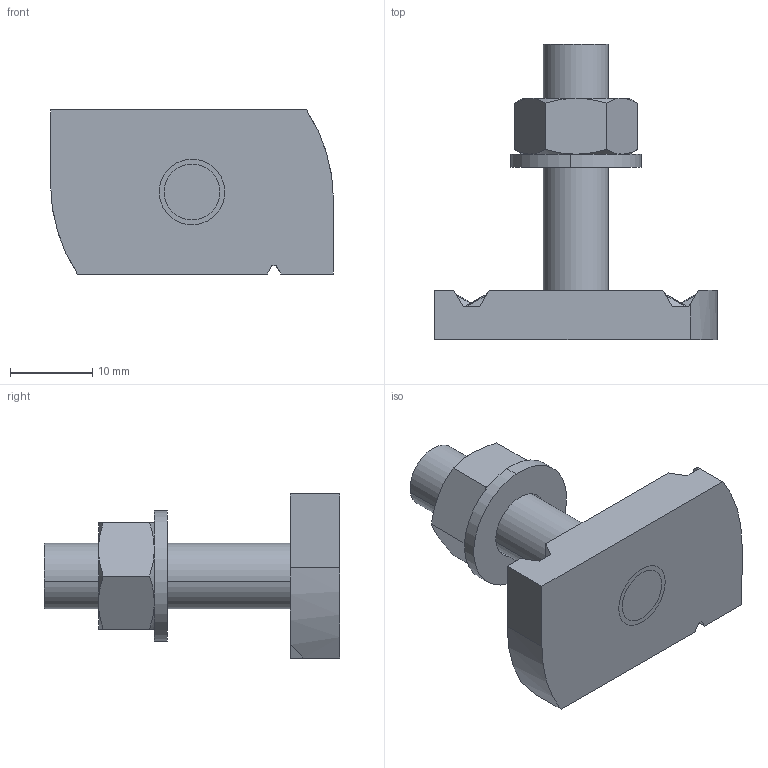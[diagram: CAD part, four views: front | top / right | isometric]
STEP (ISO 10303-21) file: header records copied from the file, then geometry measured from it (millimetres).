
FILE_DESCRIPTION (( 'STEP AP214' ), '1' );
FILE_NAME ('1148352.STEP', '2026-03-13T13:29:54', ( '' ), ( '' ), 'SwSTEP 2.0', 'SolidWorks 2024', '' );
FILE_SCHEMA (( 'AUTOMOTIVE_DESIGN' ));
Length unit declared in the file: millimetre
Products named in the file (5): P_0000010701_1_M8x30; 1148352; 018945_Washer ISO 7089 - 8; 018944_Hexagon Nut ISO - 4032 - M8 - D - N; P_0000010703_1_M8
Assembly tree (4 placements, depth 2):
  1148352
    P_0000010703_1_M8
    P_0000010701_1_M8x30
    018944_Hexagon Nut ISO - 4032 - M8 - D - N
    018945_Washer ISO 7089 - 8
Bounding box: 34.5 x 36 x 20 mm (x, y, z)
Volume: 6321.4 mm3; surface area: 4173 mm2
Topology: 4 solids, 4 shells, 96 faces, 252 edges, 164 vertices
Faces by surface type: plane 58, cylinder 26, cone 12
Entity records: 3170 total; most frequent: CARTESIAN_POINT 745, ORIENTED_EDGE 504, DIRECTION 440, EDGE_CURVE 252, VERTEX_POINT 164, LINE 162, VECTOR 162, AXIS2_PLACEMENT_3D 139
